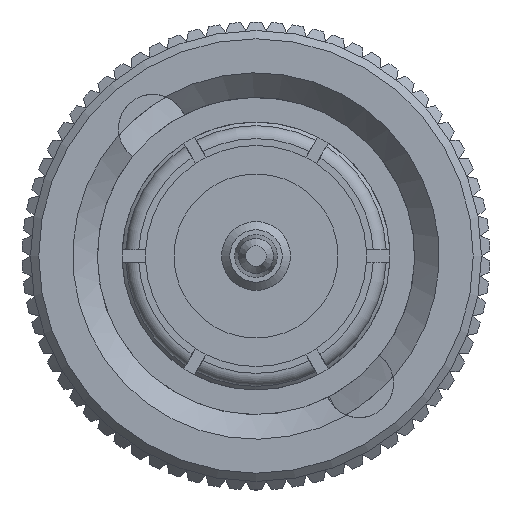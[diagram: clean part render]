
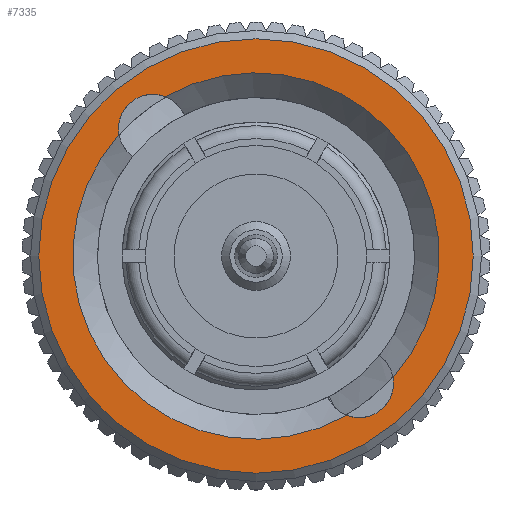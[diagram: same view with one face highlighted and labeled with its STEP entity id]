
A CAD part, left-side view. The second image highlights one B-rep face of the part: STEP entity #7335.
In plain terms, the highlighted planar face has unit normal (-1, 0, 0).
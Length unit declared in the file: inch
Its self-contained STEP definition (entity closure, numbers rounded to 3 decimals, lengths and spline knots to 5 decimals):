
#318 = AXIS2_PLACEMENT_3D ( 'NONE', #7428, #4328, #3120 ) ;
#771 = DIRECTION ( 'NONE',  ( -1., 0., 0. ) ) ;
#1466 = AXIS2_PLACEMENT_3D ( 'NONE', #2923, #16453, #11852 ) ;
#1569 = DIRECTION ( 'NONE',  ( -1., 0., 0. ) ) ;
#1668 = CARTESIAN_POINT ( 'NONE',  ( 0., -0.11042, -0.19432 ) ) ;
#1973 = CARTESIAN_POINT ( 'NONE',  ( 0., 0.11042, 0.19432 ) ) ;
#2589 = CIRCLE ( 'NONE', #13776, 0.2235 ) ;
#2616 = EDGE_LOOP ( 'NONE', ( #18846, #14652, #12080, #16642 ) ) ;
#2923 = CARTESIAN_POINT ( 'NONE',  ( 0., 0., 0. ) ) ;
#3120 = DIRECTION ( 'NONE',  ( 0., 0., -1. ) ) ;
#3506 = CARTESIAN_POINT ( 'NONE',  ( 0., -0.16721, -0.1483 ) ) ;
#3877 = CARTESIAN_POINT ( 'NONE',  ( 0., 0., -0.265 ) ) ;
#3912 = VERTEX_POINT ( 'NONE', #3506 ) ;
#4056 = DIRECTION ( 'NONE',  ( 0., 0., -1. ) ) ;
#4328 = DIRECTION ( 'NONE',  ( 1., 0., 0. ) ) ;
#4423 = CARTESIAN_POINT ( 'NONE',  ( 0., 0., 0. ) ) ;
#4425 = PLANE ( 'NONE',  #1466 ) ;
#4583 = AXIS2_PLACEMENT_3D ( 'NONE', #15187, #1569, #12081 ) ;
#4806 = AXIS2_PLACEMENT_3D ( 'NONE', #4423, #7623, #15140 ) ;
#5071 = CARTESIAN_POINT ( 'NONE',  ( 0., 0.16721, 0.1483 ) ) ;
#6228 = ORIENTED_EDGE ( 'NONE', *, *, #18374, .T. ) ;
#6556 = EDGE_CURVE ( 'NONE', #14178, #18989, #10730, .T. ) ;
#7035 = CARTESIAN_POINT ( 'NONE',  ( 0., 0., 0. ) ) ;
#7134 = CIRCLE ( 'NONE', #4583, 0.0419 ) ;
#7335 = ADVANCED_FACE ( 'NONE', ( #10539, #12039 ), #4425, .F. ) ;
#7428 = CARTESIAN_POINT ( 'NONE',  ( 0., 0., 0. ) ) ;
#7623 = DIRECTION ( 'NONE',  ( -1., 0., 0. ) ) ;
#10221 = VERTEX_POINT ( 'NONE', #1668 ) ;
#10455 = EDGE_CURVE ( 'NONE', #10221, #3912, #7134, .T. ) ;
#10539 = FACE_BOUND ( 'NONE', #2616, .T. ) ;
#10730 = CIRCLE ( 'NONE', #11051, 0.0419 ) ;
#11051 = AXIS2_PLACEMENT_3D ( 'NONE', #14483, #771, #4056 ) ;
#11563 = DIRECTION ( 'NONE',  ( 1., 0., 0. ) ) ;
#11852 = DIRECTION ( 'NONE',  ( 0., 0., -1. ) ) ;
#12023 = EDGE_LOOP ( 'NONE', ( #6228 ) ) ;
#12039 = FACE_OUTER_BOUND ( 'NONE', #12023, .T. ) ;
#12080 = ORIENTED_EDGE ( 'NONE', *, *, #6556, .F. ) ;
#12081 = DIRECTION ( 'NONE',  ( 0., 0., -1. ) ) ;
#13426 = CIRCLE ( 'NONE', #318, 0.2235 ) ;
#13776 = AXIS2_PLACEMENT_3D ( 'NONE', #7035, #11563, #17761 ) ;
#14178 = VERTEX_POINT ( 'NONE', #1973 ) ;
#14483 = CARTESIAN_POINT ( 'NONE',  ( 0., 0.12592, 0.15539 ) ) ;
#14652 = ORIENTED_EDGE ( 'NONE', *, *, #18279, .T. ) ;
#15047 = CIRCLE ( 'NONE', #4806, 0.265 ) ;
#15140 = DIRECTION ( 'NONE',  ( 0., 0., -1. ) ) ;
#15187 = CARTESIAN_POINT ( 'NONE',  ( 0., -0.12592, -0.15539 ) ) ;
#16289 = VERTEX_POINT ( 'NONE', #3877 ) ;
#16453 = DIRECTION ( 'NONE',  ( 1., 0., 0. ) ) ;
#16642 = ORIENTED_EDGE ( 'NONE', *, *, #16953, .T. ) ;
#16953 = EDGE_CURVE ( 'NONE', #14178, #3912, #13426, .T. ) ;
#17761 = DIRECTION ( 'NONE',  ( 0., 0., -1. ) ) ;
#18279 = EDGE_CURVE ( 'NONE', #10221, #18989, #2589, .T. ) ;
#18374 = EDGE_CURVE ( 'NONE', #16289, #16289, #15047, .T. ) ;
#18846 = ORIENTED_EDGE ( 'NONE', *, *, #10455, .F. ) ;
#18989 = VERTEX_POINT ( 'NONE', #5071 ) ;
